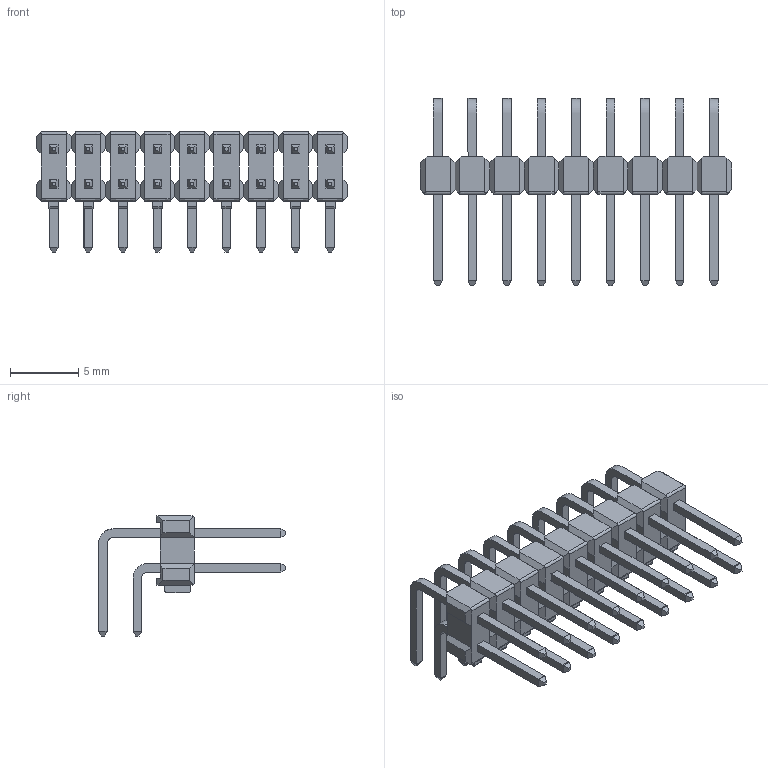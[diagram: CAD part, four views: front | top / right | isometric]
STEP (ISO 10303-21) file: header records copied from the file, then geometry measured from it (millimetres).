
FILE_DESCRIPTION(/* description */ (''),/* implementation_level */ '2;1');
FILE_NAME(/* name */ 'PI6D3F~1',/* time_stamp */ '2014-06-22T10:14:19+02:00',/* author */ (''),/* organization */ (''),/* preprocessor_version */ 'ST-DEVELOPER v14',/* originating_system */ '',/* authorisation */ '');
FILE_SCHEMA (('AUTOMOTIVE_DESIGN'));
Length unit declared in the file: millimetre
Products named in the file (1): Document
Bounding box: 22.86 x 13.74 x 8.83 mm (x, y, z)
Volume: 381.9 mm3; surface area: 1532.4 mm2
Topology: 27 solids, 27 shells, 720 faces, 1798 edges, 1143 vertices
Faces by surface type: plane 603, bspline 117
Entity records: 41404 total; most frequent: CARTESIAN_POINT 16565, B_SPLINE_CURVE_WITH_KNOTS 4912, ORIENTED_EDGE 3582, PCURVE 3582, DEFINITIONAL_REPRESENTATION 3582, SURFACE_CURVE 1791, EDGE_CURVE 1791, VERTEX_POINT 1134
